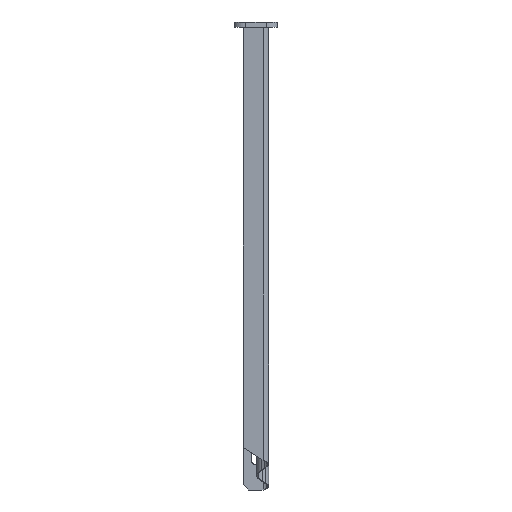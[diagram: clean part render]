
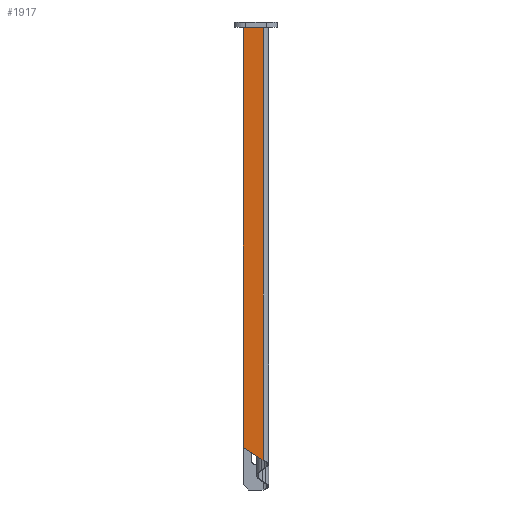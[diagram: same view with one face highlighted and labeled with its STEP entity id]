
A CAD part, front view. The second image highlights one B-rep face of the part: STEP entity #1917.
In plain terms, the highlighted planar face has unit normal (0, -0.999, -0.052).
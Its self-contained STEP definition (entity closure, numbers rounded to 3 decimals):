
#125 = DIRECTION ( 'NONE',  ( 0.052, -0.052, 0.997 ) ) ;
#475 = DIRECTION ( 'NONE',  ( 0., 0.999, 0.052 ) ) ;
#524 = EDGE_LOOP ( 'NONE', ( #3442, #3306, #2812, #3359 ) ) ;
#526 = CARTESIAN_POINT ( 'NONE',  ( 8.184, -47.384, -505.263 ) ) ;
#635 = VERTEX_POINT ( 'NONE', #2322 ) ;
#717 = AXIS2_PLACEMENT_3D ( 'NONE', #3805, #475, #125 ) ;
#888 = CARTESIAN_POINT ( 'NONE',  ( 65.9, -45.423, -542.692 ) ) ;
#917 = EDGE_CURVE ( 'NONE', #1993, #1264, #3755, .T. ) ;
#921 = CARTESIAN_POINT ( 'NONE',  ( 8.184, -73.581, -5.4 ) ) ;
#928 = DIRECTION ( 'NONE',  ( 0.839, 0.029, -0.544 ) ) ;
#1228 = EDGE_CURVE ( 'NONE', #635, #1595, #1908, .T. ) ;
#1252 = VECTOR ( 'NONE', #3438, 1000. ) ;
#1264 = VERTEX_POINT ( 'NONE', #1637 ) ;
#1298 = LINE ( 'NONE', #3682, #1252 ) ;
#1385 = EDGE_CURVE ( 'NONE', #1264, #635, #1298, .T. ) ;
#1500 = PLANE ( 'NONE',  #717 ) ;
#1564 = DIRECTION ( 'NONE',  ( 0., 0.052, -0.999 ) ) ;
#1595 = VERTEX_POINT ( 'NONE', #526 ) ;
#1637 = CARTESIAN_POINT ( 'NONE',  ( -15., -73.834, -0.576 ) ) ;
#1787 = VECTOR ( 'NONE', #928, 1000. ) ;
#1788 = CARTESIAN_POINT ( 'NONE',  ( 8.184, -73.834, -0.576 ) ) ;
#1889 = VECTOR ( 'NONE', #1564, 1000. ) ;
#1908 = LINE ( 'NONE', #888, #1787 ) ;
#1917 = ADVANCED_FACE ( 'NONE', ( #2491 ), #1500, .F. ) ;
#1938 = LINE ( 'NONE', #921, #1889 ) ;
#1993 = VERTEX_POINT ( 'NONE', #1788 ) ;
#2023 = EDGE_CURVE ( 'NONE', #1993, #1595, #1938, .T. ) ;
#2322 = CARTESIAN_POINT ( 'NONE',  ( -15., -48.172, -490.228 ) ) ;
#2491 = FACE_OUTER_BOUND ( 'NONE', #524, .T. ) ;
#2812 = ORIENTED_EDGE ( 'NONE', *, *, #1385, .T. ) ;
#3306 = ORIENTED_EDGE ( 'NONE', *, *, #917, .T. ) ;
#3359 = ORIENTED_EDGE ( 'NONE', *, *, #1228, .T. ) ;
#3438 = DIRECTION ( 'NONE',  ( 0., 0.052, -0.999 ) ) ;
#3442 = ORIENTED_EDGE ( 'NONE', *, *, #2023, .F. ) ;
#3682 = CARTESIAN_POINT ( 'NONE',  ( -15., -48.172, -490.228 ) ) ;
#3755 = LINE ( 'NONE', #3837, #4069 ) ;
#3805 = CARTESIAN_POINT ( 'NONE',  ( 117.629, -73.581, -5.4 ) ) ;
#3837 = CARTESIAN_POINT ( 'NONE',  ( -15., -73.834, -0.576 ) ) ;
#3945 = DIRECTION ( 'NONE',  ( -1., 0., 0. ) ) ;
#4069 = VECTOR ( 'NONE', #3945, 1000. ) ;
